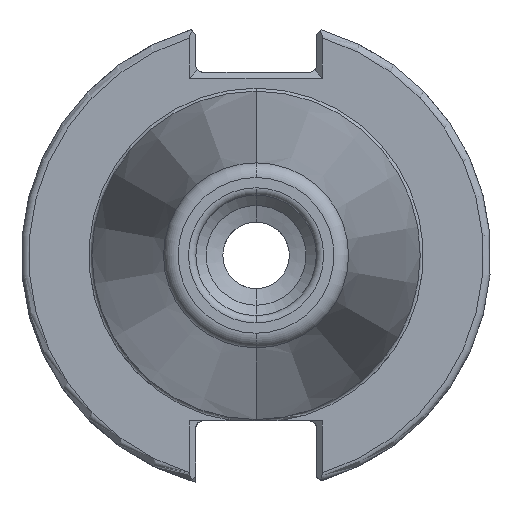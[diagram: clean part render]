
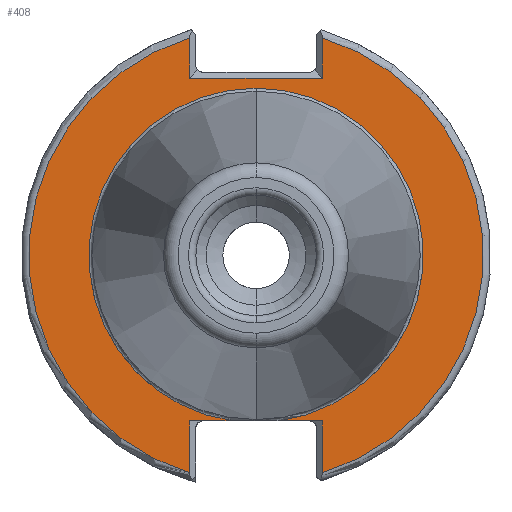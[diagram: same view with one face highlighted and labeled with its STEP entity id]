
A CAD part, left-side view. The second image highlights one B-rep face of the part: STEP entity #408.
In plain terms, the highlighted planar face has unit normal (-1, 0, 0).
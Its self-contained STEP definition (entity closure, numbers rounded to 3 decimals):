
#1 = CARTESIAN_POINT ( 'NONE',  ( -76.82, -3.112, -22.41 ) ) ;
#11 = CIRCLE ( 'NONE', #1070, 22.625 ) ;
#39 = DIRECTION ( 'NONE',  ( 0., 1., 0. ) ) ;
#84 = LINE ( 'NONE', #1762, #651 ) ;
#95 = DIRECTION ( 'NONE',  ( 0., -1., 0. ) ) ;
#207 = CARTESIAN_POINT ( 'NONE',  ( -76.82, 0., 0. ) ) ;
#249 = ORIENTED_EDGE ( 'NONE', *, *, #1040, .T. ) ;
#259 = DIRECTION ( 'NONE',  ( 0., 0., -1. ) ) ;
#369 = CARTESIAN_POINT ( 'NONE',  ( -76.82, -8.19, -22.41 ) ) ;
#381 = DIRECTION ( 'NONE',  ( 0., -1., 0. ) ) ;
#408 = ADVANCED_FACE ( 'NONE', ( #2684 ), #947, .F. ) ;
#426 = AXIS2_PLACEMENT_3D ( 'NONE', #207, #2603, #4812 ) ;
#473 = ORIENTED_EDGE ( 'NONE', *, *, #3961, .T. ) ;
#481 = VERTEX_POINT ( 'NONE', #2465 ) ;
#565 = CARTESIAN_POINT ( 'NONE',  ( -76.82, 0., 24. ) ) ;
#651 = VECTOR ( 'NONE', #1656, 1000. ) ;
#675 = VERTEX_POINT ( 'NONE', #1 ) ;
#683 = CARTESIAN_POINT ( 'NONE',  ( -76.82, -8.99, 24.8 ) ) ;
#715 = DIRECTION ( 'NONE',  ( 0., 0., -1. ) ) ;
#795 = LINE ( 'NONE', #565, #842 ) ;
#832 = AXIS2_PLACEMENT_3D ( 'NONE', #1643, #1236, #259 ) ;
#842 = VECTOR ( 'NONE', #39, 1000. ) ;
#871 = VECTOR ( 'NONE', #715, 1000. ) ;
#921 = VECTOR ( 'NONE', #381, 1000. ) ;
#947 = PLANE ( 'NONE',  #832 ) ;
#966 = LINE ( 'NONE', #369, #921 ) ;
#1012 = CARTESIAN_POINT ( 'NONE',  ( -76.82, -8.19, -22.41 ) ) ;
#1013 = AXIS2_PLACEMENT_3D ( 'NONE', #2629, #2636, #2645 ) ;
#1018 = CARTESIAN_POINT ( 'NONE',  ( -76.82, 8.99, -29.433 ) ) ;
#1027 = CARTESIAN_POINT ( 'NONE',  ( -76.82, -8.99, 24. ) ) ;
#1040 = EDGE_CURVE ( 'NONE', #4576, #1749, #2079, .T. ) ;
#1070 = AXIS2_PLACEMENT_3D ( 'NONE', #1730, #1737, #1760 ) ;
#1098 = CARTESIAN_POINT ( 'NONE',  ( -76.82, -8.99, -29.433 ) ) ;
#1099 = VERTEX_POINT ( 'NONE', #1098 ) ;
#1114 = VERTEX_POINT ( 'NONE', #1166 ) ;
#1166 = CARTESIAN_POINT ( 'NONE',  ( -76.82, 8.99, 24. ) ) ;
#1173 = CARTESIAN_POINT ( 'NONE',  ( -76.82, 3.112, -22.41 ) ) ;
#1236 = DIRECTION ( 'NONE',  ( 1., 0., 0. ) ) ;
#1591 = EDGE_CURVE ( 'NONE', #1928, #3382, #1938, .T. ) ;
#1593 = VERTEX_POINT ( 'NONE', #1173 ) ;
#1643 = CARTESIAN_POINT ( 'NONE',  ( -76.82, 0., 0. ) ) ;
#1656 = DIRECTION ( 'NONE',  ( 0., 0., 1. ) ) ;
#1730 = CARTESIAN_POINT ( 'NONE',  ( -76.82, 0., 0. ) ) ;
#1737 = DIRECTION ( 'NONE',  ( -1., 0., 0. ) ) ;
#1749 = VERTEX_POINT ( 'NONE', #1027 ) ;
#1760 = DIRECTION ( 'NONE',  ( 0., 0., 1. ) ) ;
#1762 = CARTESIAN_POINT ( 'NONE',  ( -76.82, 8.99, 30.701 ) ) ;
#1928 = VERTEX_POINT ( 'NONE', #4803 ) ;
#1938 = CIRCLE ( 'NONE', #2829, 30.775 ) ;
#2079 = LINE ( 'NONE', #683, #871 ) ;
#2135 = VECTOR ( 'NONE', #3947, 1000. ) ;
#2166 = CARTESIAN_POINT ( 'NONE',  ( -76.82, 8.99, -22.41 ) ) ;
#2189 = LINE ( 'NONE', #5171, #2135 ) ;
#2251 = ORIENTED_EDGE ( 'NONE', *, *, #5138, .F. ) ;
#2370 = CIRCLE ( 'NONE', #426, 30.775 ) ;
#2465 = CARTESIAN_POINT ( 'NONE',  ( -76.82, -8.99, -22.41 ) ) ;
#2540 = VERTEX_POINT ( 'NONE', #2561 ) ;
#2561 = CARTESIAN_POINT ( 'NONE',  ( -76.82, 0., 22.625 ) ) ;
#2597 = ORIENTED_EDGE ( 'NONE', *, *, #3480, .T. ) ;
#2603 = DIRECTION ( 'NONE',  ( -1., 0., 0. ) ) ;
#2629 = CARTESIAN_POINT ( 'NONE',  ( -76.82, 0., 0. ) ) ;
#2636 = DIRECTION ( 'NONE',  ( -1., 0., 0. ) ) ;
#2645 = DIRECTION ( 'NONE',  ( 0., 0., 1. ) ) ;
#2683 = VECTOR ( 'NONE', #95, 1000. ) ;
#2684 = FACE_OUTER_BOUND ( 'NONE', #3286, .T. ) ;
#2703 = ORIENTED_EDGE ( 'NONE', *, *, #1591, .T. ) ;
#2741 = LINE ( 'NONE', #1012, #2683 ) ;
#2829 = AXIS2_PLACEMENT_3D ( 'NONE', #2861, #2868, #4993 ) ;
#2861 = CARTESIAN_POINT ( 'NONE',  ( -76.82, 0., 0. ) ) ;
#2868 = DIRECTION ( 'NONE',  ( -1., 0., 0. ) ) ;
#3150 = ORIENTED_EDGE ( 'NONE', *, *, #5017, .F. ) ;
#3286 = EDGE_LOOP ( 'NONE', ( #3778, #2703, #473, #2597, #2251, #3150, #5174, #5071, #5044, #249, #4924 ) ) ;
#3382 = VERTEX_POINT ( 'NONE', #1018 ) ;
#3480 = EDGE_CURVE ( 'NONE', #4819, #1593, #966, .T. ) ;
#3489 = CARTESIAN_POINT ( 'NONE',  ( -76.82, -8.99, 0. ) ) ;
#3501 = DIRECTION ( 'NONE',  ( 0., 0., -1. ) ) ;
#3554 = EDGE_CURVE ( 'NONE', #1749, #1114, #795, .T. ) ;
#3653 = EDGE_CURVE ( 'NONE', #675, #481, #2741, .T. ) ;
#3770 = EDGE_CURVE ( 'NONE', #1099, #4576, #2370, .T. ) ;
#3778 = ORIENTED_EDGE ( 'NONE', *, *, #5149, .T. ) ;
#3947 = DIRECTION ( 'NONE',  ( 0., 0., 1. ) ) ;
#3961 = EDGE_CURVE ( 'NONE', #3382, #4819, #2189, .T. ) ;
#4089 = LINE ( 'NONE', #3489, #5104 ) ;
#4351 = EDGE_CURVE ( 'NONE', #481, #1099, #4089, .T. ) ;
#4561 = CIRCLE ( 'NONE', #1013, 22.625 ) ;
#4576 = VERTEX_POINT ( 'NONE', #4952 ) ;
#4803 = CARTESIAN_POINT ( 'NONE',  ( -76.82, 8.99, 29.433 ) ) ;
#4812 = DIRECTION ( 'NONE',  ( 0., 0., -1. ) ) ;
#4819 = VERTEX_POINT ( 'NONE', #2166 ) ;
#4924 = ORIENTED_EDGE ( 'NONE', *, *, #3554, .T. ) ;
#4952 = CARTESIAN_POINT ( 'NONE',  ( -76.82, -8.99, 29.433 ) ) ;
#4993 = DIRECTION ( 'NONE',  ( 0., 0., -1. ) ) ;
#5017 = EDGE_CURVE ( 'NONE', #675, #2540, #4561, .T. ) ;
#5044 = ORIENTED_EDGE ( 'NONE', *, *, #3770, .T. ) ;
#5071 = ORIENTED_EDGE ( 'NONE', *, *, #4351, .T. ) ;
#5104 = VECTOR ( 'NONE', #3501, 1000. ) ;
#5138 = EDGE_CURVE ( 'NONE', #2540, #1593, #11, .T. ) ;
#5149 = EDGE_CURVE ( 'NONE', #1114, #1928, #84, .T. ) ;
#5171 = CARTESIAN_POINT ( 'NONE',  ( -76.82, 8.99, 0. ) ) ;
#5174 = ORIENTED_EDGE ( 'NONE', *, *, #3653, .T. ) ;
